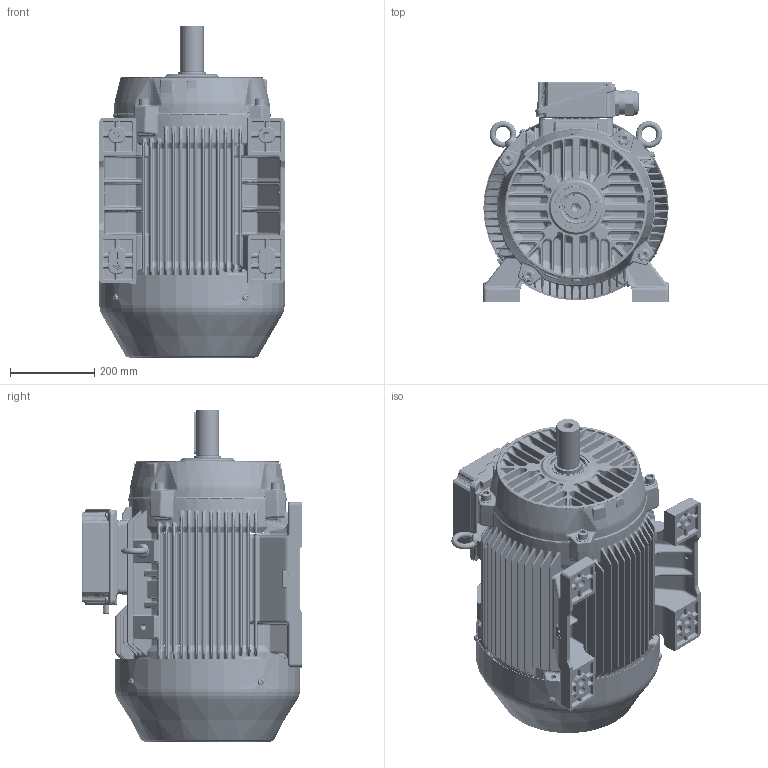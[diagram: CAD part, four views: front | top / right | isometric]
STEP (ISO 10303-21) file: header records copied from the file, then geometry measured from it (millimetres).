
FILE_DESCRIPTION(/* description */ (''),/* implementation_level */ '2;1');
FILE_NAME(/* name */ '6441178xx.stp',/* time_stamp */ '2021-03-30T08:43:28+03:00',/* author */ (''),/* organization */ (''),/* preprocessor_version */ 'ST-DEVELOPER v16',/* originating_system */ 'SIEMENS PLM Software NX 11.0',/* authorisation */ '');
FILE_SCHEMA (('AUTOMOTIVE_DESIGN { 1 0 10303 214 3 1 1 1 }'));
Length unit declared in the file: millimetre
Products named in the file (1): 26000A30F4D8rnwh
Bounding box: 443 x 523.73 x 788.12 mm (x, y, z)
Surface area: 3261029.4 mm2 (no closed solid volume)
Topology: 0 solids, 101 shells, 8455 faces, 24260 edges, 15037 vertices
Faces by surface type: plane 2842, bspline 2508, cylinder 1598, torus 609, cone 462, sphere 436
Full cylindrical faces by diameter (mm): 2.5 x1, 6.8 x2, 8 x4, 10 x1, 12 x2, 13.2 x1, 14 x10, 15 x1, 17.5 x1, 21 x1, 24 x8, 30 x4, 35 x3, 54.4 x1, 54.8 x2, 55 x1, 58 x2, 65 x2, 76.667 x2, 88.333 x2, 372 x1, 437 x1, 440 x1
Entity records: 312836 total; most frequent: CARTESIAN_POINT 113684, ORIENTED_EDGE 40160, DIRECTION 38139, EDGE_CURVE 23633, VERTEX_POINT 15003, AXIS2_PLACEMENT_3D 13777, LINE 10585, VECTOR 10585
